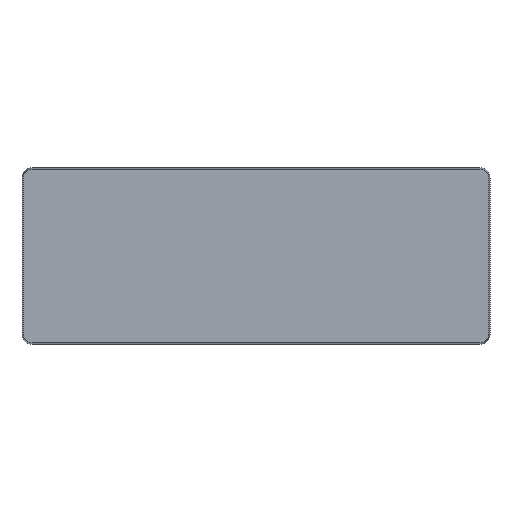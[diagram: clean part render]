
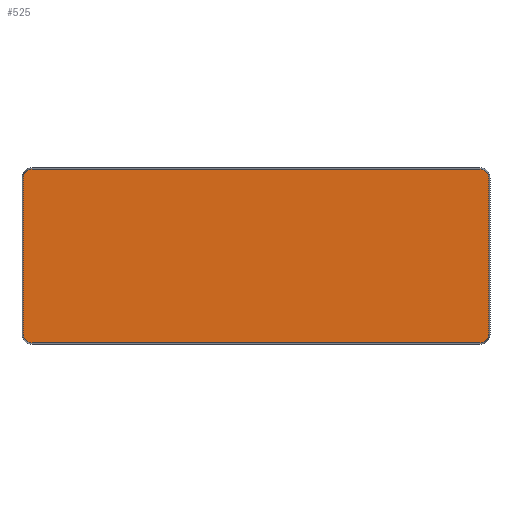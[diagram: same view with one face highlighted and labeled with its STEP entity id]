
A CAD part, front view. The second image highlights one B-rep face of the part: STEP entity #525.
In plain terms, the highlighted planar face has unit normal (0, -1, 0).
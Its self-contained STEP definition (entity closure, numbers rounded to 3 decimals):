
#8 = DIRECTION ( 'NONE',  ( 0., 1., 0. ) ) ;
#14 = CIRCLE ( 'NONE', #293, 0.86 ) ;
#17 = CARTESIAN_POINT ( 'NONE',  ( 22.36, -4., 7.5 ) ) ;
#18 = EDGE_CURVE ( 'NONE', #193, #292, #108, .T. ) ;
#42 = VECTOR ( 'NONE', #444, 1000. ) ;
#45 = ORIENTED_EDGE ( 'NONE', *, *, #382, .F. ) ;
#79 = DIRECTION ( 'NONE',  ( 0., 0., -1. ) ) ;
#90 = CIRCLE ( 'NONE', #387, 0.86 ) ;
#98 = PLANE ( 'NONE',  #414 ) ;
#100 = DIRECTION ( 'NONE',  ( 1., 0., 0. ) ) ;
#101 = VECTOR ( 'NONE', #100, 1000. ) ;
#102 = VERTEX_POINT ( 'NONE', #349 ) ;
#106 = CARTESIAN_POINT ( 'NONE',  ( -21.5, -4., 8.36 ) ) ;
#108 = LINE ( 'NONE', #154, #42 ) ;
#110 = CARTESIAN_POINT ( 'NONE',  ( 21.5, -4., -8.36 ) ) ;
#125 = DIRECTION ( 'NONE',  ( 0., 0., 1. ) ) ;
#128 = CARTESIAN_POINT ( 'NONE',  ( 22.36, -4., 7.5 ) ) ;
#131 = DIRECTION ( 'NONE',  ( 0., 1., 0. ) ) ;
#154 = CARTESIAN_POINT ( 'NONE',  ( -21.5, -4., -8.36 ) ) ;
#173 = CARTESIAN_POINT ( 'NONE',  ( -21.5, -4., -7.5 ) ) ;
#177 = VERTEX_POINT ( 'NONE', #106 ) ;
#178 = LINE ( 'NONE', #128, #533 ) ;
#179 = VERTEX_POINT ( 'NONE', #17 ) ;
#181 = LINE ( 'NONE', #386, #101 ) ;
#185 = FACE_OUTER_BOUND ( 'NONE', #450, .T. ) ;
#189 = CARTESIAN_POINT ( 'NONE',  ( -21.5, -4., -7.5 ) ) ;
#192 = DIRECTION ( 'NONE',  ( 0., 0., -1. ) ) ;
#193 = VERTEX_POINT ( 'NONE', #110 ) ;
#202 = CIRCLE ( 'NONE', #372, 0.86 ) ;
#218 = DIRECTION ( 'NONE',  ( 0., 1., 0. ) ) ;
#233 = CARTESIAN_POINT ( 'NONE',  ( -22.36, -4., 7.5 ) ) ;
#235 = CARTESIAN_POINT ( 'NONE',  ( -22.36, -4., 7.5 ) ) ;
#236 = DIRECTION ( 'NONE',  ( 0., 0., -1. ) ) ;
#248 = CIRCLE ( 'NONE', #493, 0.86 ) ;
#253 = EDGE_CURVE ( 'NONE', #292, #102, #14, .T. ) ;
#278 = EDGE_CURVE ( 'NONE', #479, #179, #248, .T. ) ;
#286 = CARTESIAN_POINT ( 'NONE',  ( -21.5, -4., -8.36 ) ) ;
#289 = CARTESIAN_POINT ( 'NONE',  ( 21.5, -4., 8.36 ) ) ;
#292 = VERTEX_POINT ( 'NONE', #286 ) ;
#293 = AXIS2_PLACEMENT_3D ( 'NONE', #173, #131, #527 ) ;
#332 = CARTESIAN_POINT ( 'NONE',  ( 21.5, -4., 7.5 ) ) ;
#334 = EDGE_CURVE ( 'NONE', #102, #355, #472, .T. ) ;
#340 = ORIENTED_EDGE ( 'NONE', *, *, #351, .F. ) ;
#343 = ORIENTED_EDGE ( 'NONE', *, *, #18, .F. ) ;
#349 = CARTESIAN_POINT ( 'NONE',  ( -22.36, -4., -7.5 ) ) ;
#351 = EDGE_CURVE ( 'NONE', #179, #385, #178, .T. ) ;
#355 = VERTEX_POINT ( 'NONE', #233 ) ;
#372 = AXIS2_PLACEMENT_3D ( 'NONE', #595, #218, #514 ) ;
#373 = VECTOR ( 'NONE', #125, 1000. ) ;
#382 = EDGE_CURVE ( 'NONE', #177, #479, #181, .T. ) ;
#385 = VERTEX_POINT ( 'NONE', #441 ) ;
#386 = CARTESIAN_POINT ( 'NONE',  ( -21.5, -4., 8.36 ) ) ;
#387 = AXIS2_PLACEMENT_3D ( 'NONE', #480, #8, #192 ) ;
#391 = DIRECTION ( 'NONE',  ( 0., -1., 0. ) ) ;
#409 = ORIENTED_EDGE ( 'NONE', *, *, #334, .F. ) ;
#414 = AXIS2_PLACEMENT_3D ( 'NONE', #189, #391, #581 ) ;
#429 = EDGE_CURVE ( 'NONE', #355, #177, #90, .T. ) ;
#436 = ORIENTED_EDGE ( 'NONE', *, *, #429, .F. ) ;
#441 = CARTESIAN_POINT ( 'NONE',  ( 22.36, -4., -7.5 ) ) ;
#444 = DIRECTION ( 'NONE',  ( -1., 0., 0. ) ) ;
#450 = EDGE_LOOP ( 'NONE', ( #486, #343, #575, #340, #589, #45, #436, #409 ) ) ;
#472 = LINE ( 'NONE', #235, #373 ) ;
#479 = VERTEX_POINT ( 'NONE', #289 ) ;
#480 = CARTESIAN_POINT ( 'NONE',  ( -21.5, -4., 7.5 ) ) ;
#486 = ORIENTED_EDGE ( 'NONE', *, *, #253, .F. ) ;
#493 = AXIS2_PLACEMENT_3D ( 'NONE', #332, #517, #236 ) ;
#514 = DIRECTION ( 'NONE',  ( 0., 0., -1. ) ) ;
#517 = DIRECTION ( 'NONE',  ( 0., 1., 0. ) ) ;
#525 = ADVANCED_FACE ( 'NONE', ( #185 ), #98, .T. ) ;
#527 = DIRECTION ( 'NONE',  ( 0., 0., -1. ) ) ;
#533 = VECTOR ( 'NONE', #79, 1000. ) ;
#575 = ORIENTED_EDGE ( 'NONE', *, *, #585, .F. ) ;
#581 = DIRECTION ( 'NONE',  ( 0., 0., -1. ) ) ;
#585 = EDGE_CURVE ( 'NONE', #385, #193, #202, .T. ) ;
#589 = ORIENTED_EDGE ( 'NONE', *, *, #278, .F. ) ;
#595 = CARTESIAN_POINT ( 'NONE',  ( 21.5, -4., -7.5 ) ) ;
